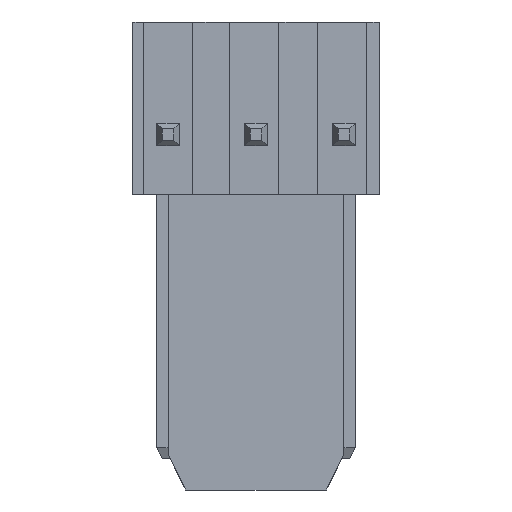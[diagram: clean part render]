
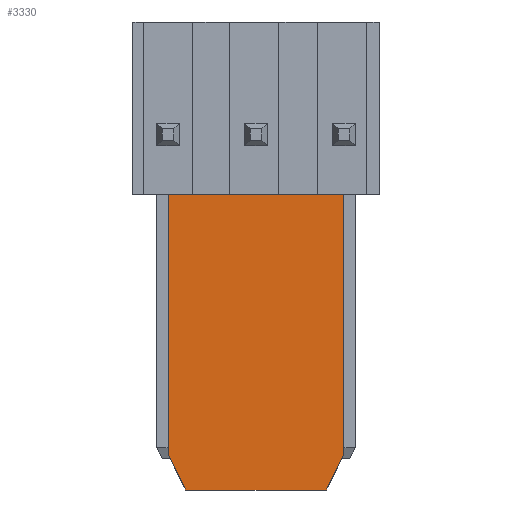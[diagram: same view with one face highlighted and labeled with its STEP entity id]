
A CAD part, front view. The second image highlights one B-rep face of the part: STEP entity #3330.
In plain terms, the highlighted planar face has unit normal (0, -1, 0).
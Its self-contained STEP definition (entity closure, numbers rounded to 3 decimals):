
#298=DIRECTION('',(0.,0.,-1.));
#299=VECTOR('',#298,7.4);
#300=CARTESIAN_POINT('',(-2.5,0.38,-2.45));
#301=LINE('',#300,#299);
#406=DIRECTION('',(1.,0.,0.));
#407=VECTOR('',#406,5.);
#408=CARTESIAN_POINT('',(-2.5,0.38,-2.45));
#409=LINE('',#408,#407);
#1139=DIRECTION('',(0.,0.,-1.));
#1140=VECTOR('',#1139,7.4);
#1141=CARTESIAN_POINT('',(2.5,0.38,-2.45));
#1142=LINE('',#1141,#1140);
#1159=DIRECTION('',(-0.447,0.,-0.894));
#1160=VECTOR('',#1159,1.118);
#1161=CARTESIAN_POINT('',(2.5,0.38,-9.85));
#1162=LINE('',#1161,#1160);
#1171=DIRECTION('',(0.447,0.,-0.894));
#1172=VECTOR('',#1171,1.118);
#1173=CARTESIAN_POINT('',(-2.5,0.38,-9.85));
#1174=LINE('',#1173,#1172);
#1187=DIRECTION('',(-1.,0.,0.));
#1188=VECTOR('',#1187,4.);
#1189=CARTESIAN_POINT('',(2.,0.38,-10.85));
#1190=LINE('',#1189,#1188);
#1217=CARTESIAN_POINT('',(-2.5,0.38,-2.45));
#1218=CARTESIAN_POINT('',(2.5,0.38,-2.45));
#1219=VERTEX_POINT('',#1217);
#1220=VERTEX_POINT('',#1218);
#1465=CARTESIAN_POINT('',(-2.5,0.38,-9.85));
#1467=VERTEX_POINT('',#1465);
#1469=CARTESIAN_POINT('',(-2.,0.38,-10.85));
#1471=VERTEX_POINT('',#1469);
#1475=CARTESIAN_POINT('',(2.5,0.38,-9.85));
#1477=VERTEX_POINT('',#1475);
#1479=CARTESIAN_POINT('',(2.,0.38,-10.85));
#1481=VERTEX_POINT('',#1479);
#3316=CARTESIAN_POINT('',(2.5,0.38,-2.45));
#3317=DIRECTION('',(0.,-1.,0.));
#3318=DIRECTION('',(0.,0.,-1.));
#3319=AXIS2_PLACEMENT_3D('',#3316,#3317,#3318);
#3320=PLANE('',#3319);
#3321=ORIENTED_EDGE('',*,*,#1999,.T.);
#3322=ORIENTED_EDGE('',*,*,#3265,.T.);
#3323=ORIENTED_EDGE('',*,*,#3282,.T.);
#3325=ORIENTED_EDGE('',*,*,#3324,.T.);
#3326=ORIENTED_EDGE('',*,*,#3307,.F.);
#3327=ORIENTED_EDGE('',*,*,#1924,.F.);
#3328=EDGE_LOOP('',(#3321,#3322,#3323,#3325,#3326,#3327));
#3329=FACE_OUTER_BOUND('',#3328,.F.);
#3330=ADVANCED_FACE('',(#3329),#3320,.T.);
#1924=EDGE_CURVE('',#1219,#1467,#301,.T.);
#1999=EDGE_CURVE('',#1219,#1220,#409,.T.);
#3265=EDGE_CURVE('',#1220,#1477,#1142,.T.);
#3282=EDGE_CURVE('',#1477,#1481,#1162,.T.);
#3307=EDGE_CURVE('',#1467,#1471,#1174,.T.);
#3324=EDGE_CURVE('',#1481,#1471,#1190,.T.);
